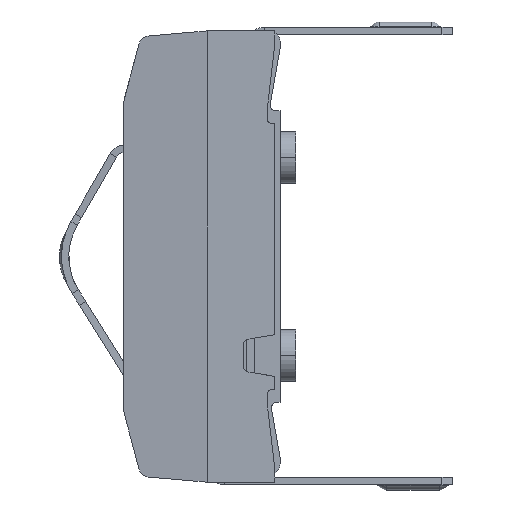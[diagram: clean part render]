
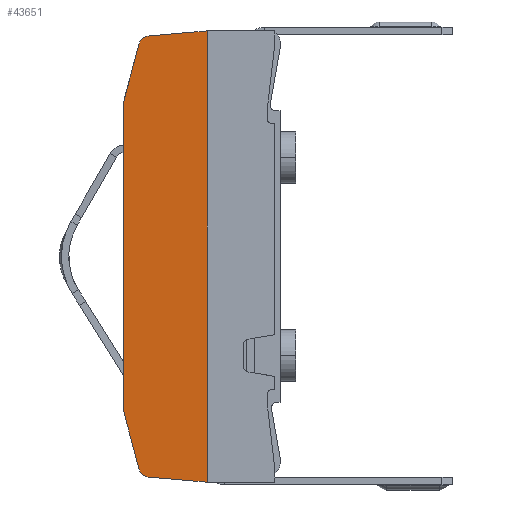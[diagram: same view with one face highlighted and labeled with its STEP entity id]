
A CAD part, left-side view. The second image highlights one B-rep face of the part: STEP entity #43651.
In plain terms, the highlighted planar face has unit normal (-0.996, 0.087, 0).
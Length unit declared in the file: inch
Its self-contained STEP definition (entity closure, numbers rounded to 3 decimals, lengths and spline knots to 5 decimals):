
#2457=DIRECTION('',(0.,0.,1.));
#2458=VECTOR('',#2457,0.298);
#2459=CARTESIAN_POINT('',(-0.3045,0.125,-0.149));
#2460=LINE('',#2459,#2458);
#6435=DIRECTION('',(0.023,0.259,0.966));
#6436=VECTOR('',#6435,0.05715);
#6437=CARTESIAN_POINT('',(-0.30579,0.11021,
-0.20419));
#6438=LINE('',#6437,#6436);
#15339=DIRECTION('',(-0.087,-0.992,-0.087));
#15340=VECTOR('',#15339,0.05685);
#15341=CARTESIAN_POINT('',(-0.30656,0.10142,
-0.21156));
#15342=LINE('',#15341,#15340);
#15360=CARTESIAN_POINT('',(-0.30579,0.11021,
-0.20419));
#15361=CARTESIAN_POINT('',(-0.30585,0.10961,
-0.20645));
#15362=CARTESIAN_POINT('',(-0.30605,0.10728,
-0.20963));
#15363=CARTESIAN_POINT('',(-0.30636,0.10375,
-0.21136));
#15364=CARTESIAN_POINT('',(-0.30656,0.10142,
-0.21156));
#15385=DIRECTION('',(0.087,0.992,-0.087));
#15386=VECTOR('',#15385,0.05685);
#15387=CARTESIAN_POINT('',(-0.3115,0.045,0.2165));
#15388=LINE('',#15387,#15386);
#15422=CARTESIAN_POINT('',(-0.30579,0.11021,
0.20419));
#15423=CARTESIAN_POINT('',(-0.30585,0.10961,
0.20645));
#15424=CARTESIAN_POINT('',(-0.30605,0.10728,
0.20963));
#15425=CARTESIAN_POINT('',(-0.30636,0.10375,
0.21136));
#15426=CARTESIAN_POINT('',(-0.30656,0.10142,
0.21156));
#15768=DIRECTION('',(-0.023,-0.259,0.966));
#15769=VECTOR('',#15768,0.05715);
#15770=CARTESIAN_POINT('',(-0.3045,0.125,0.149));
#15771=LINE('',#15770,#15769);
#16685=DIRECTION('',(0.,0.,-1.));
#16686=VECTOR('',#16685,0.433);
#16687=CARTESIAN_POINT('',(-0.3115,0.045,0.2165));
#16688=LINE('',#16687,#16686);
#31452=CARTESIAN_POINT('',(-0.3115,0.045,0.2165));
#31453=CARTESIAN_POINT('',(-0.3115,0.045,-0.2165));
#31454=VERTEX_POINT('',#31452);
#31455=VERTEX_POINT('',#31453);
#31460=CARTESIAN_POINT('',(-0.3045,0.125,-0.149));
#31461=CARTESIAN_POINT('',(-0.3045,0.125,0.149));
#31462=VERTEX_POINT('',#31460);
#31463=VERTEX_POINT('',#31461);
#31468=CARTESIAN_POINT('',(-0.30579,0.11021,
0.20419));
#31470=VERTEX_POINT('',#31468);
#31472=CARTESIAN_POINT('',(-0.30656,0.10142,
0.21156));
#31474=VERTEX_POINT('',#31472);
#31476=CARTESIAN_POINT('',(-0.30579,0.11021,
-0.20419));
#31478=VERTEX_POINT('',#31476);
#31480=CARTESIAN_POINT('',(-0.30656,0.10142,
-0.21156));
#31482=VERTEX_POINT('',#31480);
#43631=CARTESIAN_POINT('',(-0.3115,0.045,0.2598));
#43632=DIRECTION('',(0.996,-0.087,0.));
#43633=DIRECTION('',(0.087,0.996,0.));
#43634=AXIS2_PLACEMENT_3D('',#43631,#43632,#43633);
#43635=PLANE('',#43634);
#43636=ORIENTED_EDGE('',*,*,#43619,.F.);
#43638=ORIENTED_EDGE('',*,*,#43637,.F.);
#43639=ORIENTED_EDGE('',*,*,#36047,.T.);
#43640=ORIENTED_EDGE('',*,*,#33282,.T.);
#43642=ORIENTED_EDGE('',*,*,#43641,.T.);
#43644=ORIENTED_EDGE('',*,*,#43643,.T.);
#43646=ORIENTED_EDGE('',*,*,#43645,.F.);
#43648=ORIENTED_EDGE('',*,*,#43647,.T.);
#43649=EDGE_LOOP('',(#43636,#43638,#43639,#43640,#43642,#43644,#43646,#43648));
#43650=FACE_OUTER_BOUND('',#43649,.F.);
#15365=B_SPLINE_CURVE_WITH_KNOTS('',3,(#15360,#15361,#15362,#15363,#15364),
.UNSPECIFIED.,.F.,.F.,(4,1,4),(0.,0.5,1.),.UNSPECIFIED.);
#15427=B_SPLINE_CURVE_WITH_KNOTS('',3,(#15422,#15423,#15424,#15425,#15426),
.UNSPECIFIED.,.F.,.F.,(4,1,4),(0.,0.5,1.),.UNSPECIFIED.);
#33282=EDGE_CURVE('',#31462,#31463,#2460,.T.);
#36047=EDGE_CURVE('',#31478,#31462,#6438,.T.);
#43619=EDGE_CURVE('',#31482,#31455,#15342,.T.);
#43637=EDGE_CURVE('',#31478,#31482,#15365,.T.);
#43641=EDGE_CURVE('',#31463,#31470,#15771,.T.);
#43643=EDGE_CURVE('',#31470,#31474,#15427,.T.);
#43645=EDGE_CURVE('',#31454,#31474,#15388,.T.);
#43647=EDGE_CURVE('',#31454,#31455,#16688,.T.);
#43651=ADVANCED_FACE('',(#43650),#43635,.F.);
